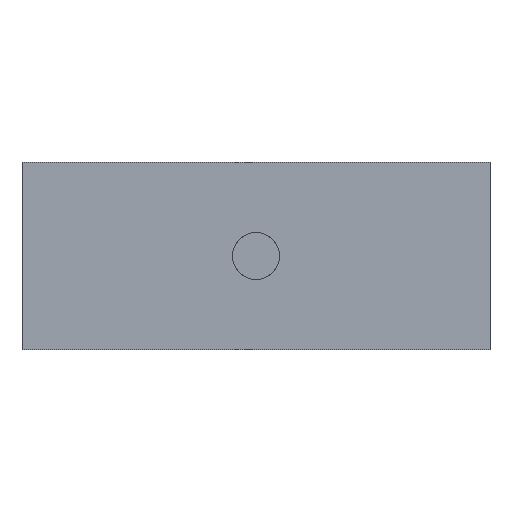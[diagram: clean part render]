
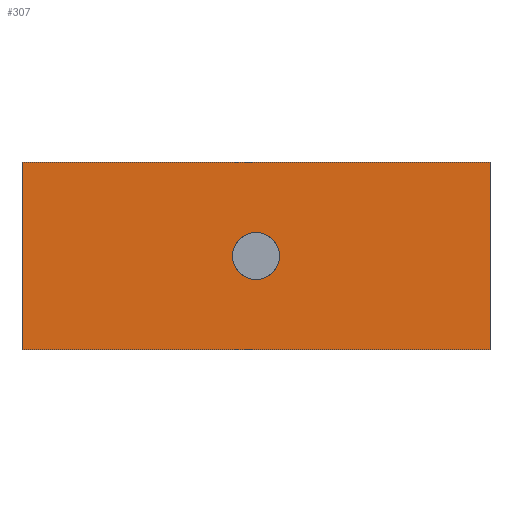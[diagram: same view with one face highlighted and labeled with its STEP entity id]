
A CAD part, left-side view. The second image highlights one B-rep face of the part: STEP entity #307.
In plain terms, the highlighted planar face has unit normal (-1, 0, 0).
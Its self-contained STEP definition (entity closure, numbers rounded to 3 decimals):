
#114=CARTESIAN_POINT('Axis2P3D Location',(0.,0.,0.)) ;
#118=CARTESIAN_POINT('Vertex',(0.,4.388,-2.397)) ;
#120=CARTESIAN_POINT('Vertex',(0.,-4.388,2.397)) ;
#184=CARTESIAN_POINT('Axis2P3D Location',(0.,0.,0.)) ;
#205=CARTESIAN_POINT('Vertex',(0.,-50.,20.)) ;
#208=CARTESIAN_POINT('Line Origine',(0.,-50.,0.)) ;
#212=CARTESIAN_POINT('Vertex',(0.,-50.,-20.)) ;
#232=CARTESIAN_POINT('Line Origine',(0.,0.,-20.)) ;
#236=CARTESIAN_POINT('Vertex',(0.,50.,-20.)) ;
#256=CARTESIAN_POINT('Line Origine',(0.,50.,0.)) ;
#260=CARTESIAN_POINT('Vertex',(0.,50.,20.)) ;
#280=CARTESIAN_POINT('Line Origine',(0.,0.,20.)) ;
#292=CARTESIAN_POINT('Axis2P3D Location',(0.,0.,0.)) ;
#115=DIRECTION('Axis2P3D Direction',(-1.,0.,-0.)) ;
#185=DIRECTION('Axis2P3D Direction',(-1.,0.,-0.)) ;
#209=DIRECTION('Vector Direction',(0.,0.,-1.)) ;
#233=DIRECTION('Vector Direction',(0.,-1.,0.)) ;
#257=DIRECTION('Vector Direction',(0.,0.,1.)) ;
#281=DIRECTION('Vector Direction',(0.,1.,0.)) ;
#293=DIRECTION('Axis2P3D Direction',(1.,0.,0.)) ;
#294=DIRECTION('Axis2P3D XDirection',(0.,1.,0.)) ;
#116=AXIS2_PLACEMENT_3D('Circle Axis2P3D',#114,#115,$) ;
#186=AXIS2_PLACEMENT_3D('Circle Axis2P3D',#184,#185,$) ;
#295=AXIS2_PLACEMENT_3D('Plane Axis2P3D',#292,#293,#294) ;
#298=ORIENTED_EDGE('',*,*,#284,.F.) ;
#299=ORIENTED_EDGE('',*,*,#262,.F.) ;
#300=ORIENTED_EDGE('',*,*,#238,.F.) ;
#301=ORIENTED_EDGE('',*,*,#214,.F.) ;
#304=ORIENTED_EDGE('',*,*,#122,.T.) ;
#305=ORIENTED_EDGE('',*,*,#188,.T.) ;
#306=FACE_BOUND('',#303,.T.) ;
#210=VECTOR('Line Direction',#209,1.) ;
#234=VECTOR('Line Direction',#233,1.) ;
#258=VECTOR('Line Direction',#257,1.) ;
#282=VECTOR('Line Direction',#281,1.) ;
#307=ADVANCED_FACE('Parallepipede',(#302,#306),#296,.F.) ;
#117=CIRCLE('generated circle',#116,5.) ;
#187=CIRCLE('generated circle',#186,5.) ;
#122=EDGE_CURVE('',#119,#121,#117,.F.) ;
#188=EDGE_CURVE('',#121,#119,#187,.F.) ;
#214=EDGE_CURVE('',#206,#213,#211,.T.) ;
#238=EDGE_CURVE('',#213,#237,#235,.F.) ;
#262=EDGE_CURVE('',#237,#261,#259,.T.) ;
#284=EDGE_CURVE('',#261,#206,#283,.F.) ;
#297=EDGE_LOOP('',(#298,#299,#300,#301)) ;
#303=EDGE_LOOP('',(#304,#305)) ;
#302=FACE_OUTER_BOUND('',#297,.T.) ;
#211=LINE('Line',#208,#210) ;
#235=LINE('Line',#232,#234) ;
#259=LINE('Line',#256,#258) ;
#283=LINE('Line',#280,#282) ;
#296=PLANE('Plane',#295) ;
#119=VERTEX_POINT('',#118) ;
#121=VERTEX_POINT('',#120) ;
#206=VERTEX_POINT('',#205) ;
#213=VERTEX_POINT('',#212) ;
#237=VERTEX_POINT('',#236) ;
#261=VERTEX_POINT('',#260) ;
